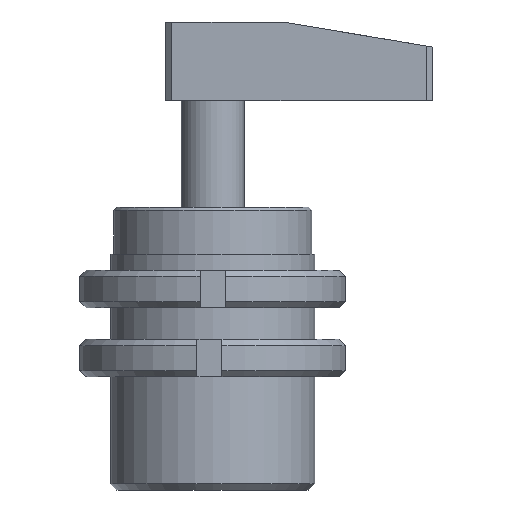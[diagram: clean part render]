
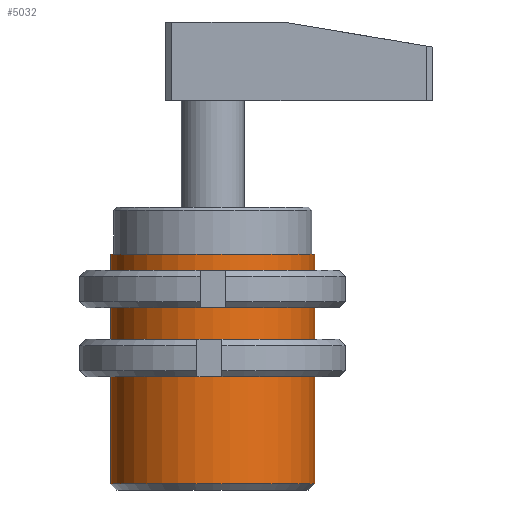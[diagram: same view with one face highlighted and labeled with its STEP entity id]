
A CAD part, front view. The second image highlights one B-rep face of the part: STEP entity #5032.
In plain terms, the highlighted cylindrical face has radius 32.5 mm (diameter 65 mm), a partial arc.
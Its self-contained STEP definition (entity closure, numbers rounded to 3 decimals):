
#708 = CARTESIAN_POINT ( 'NONE',  ( 32.5, 0., 75. ) ) ;
#769 = CARTESIAN_POINT ( 'NONE',  ( -32.5, 0., 2. ) ) ;
#855 = CYLINDRICAL_SURFACE ( 'NONE', #4551, 32.5 ) ;
#859 = FACE_OUTER_BOUND ( 'NONE', #3848, .T. ) ;
#1200 = EDGE_CURVE ( 'NONE', #1335, #6222, #4003, .T. ) ;
#1201 = EDGE_CURVE ( 'NONE', #6204, #1269, #4010, .T. ) ;
#1202 = EDGE_CURVE ( 'NONE', #6204, #1335, #4007, .T. ) ;
#1203 = EDGE_CURVE ( 'NONE', #1269, #6222, #4119, .T. ) ;
#1269 = VERTEX_POINT ( 'NONE', #769 ) ;
#1335 = VERTEX_POINT ( 'NONE', #708 ) ;
#1734 = CARTESIAN_POINT ( 'NONE',  ( -32.5, 0., 75. ) ) ;
#1746 = CARTESIAN_POINT ( 'NONE',  ( 32.5, 0., 2. ) ) ;
#2678 = ORIENTED_EDGE ( 'NONE', *, *, #1200, .F. ) ;
#2681 = ORIENTED_EDGE ( 'NONE', *, *, #1202, .F. ) ;
#2683 = ORIENTED_EDGE ( 'NONE', *, *, #1201, .T. ) ;
#2686 = ORIENTED_EDGE ( 'NONE', *, *, #1203, .T. ) ;
#3115 = DIRECTION ( 'NONE',  ( 0., 0., -1. ) ) ;
#3174 = DIRECTION ( 'NONE',  ( 1., 0., 0. ) ) ;
#3175 = DIRECTION ( 'NONE',  ( 0., 0., 1. ) ) ;
#3177 = CARTESIAN_POINT ( 'NONE',  ( 0., 0., 2. ) ) ;
#3182 = DIRECTION ( 'NONE',  ( 1., 0., 0. ) ) ;
#3183 = DIRECTION ( 'NONE',  ( 0., 0., 1. ) ) ;
#3184 = CARTESIAN_POINT ( 'NONE',  ( 0., 0., 75. ) ) ;
#3190 = DIRECTION ( 'NONE',  ( 0., 0., -1. ) ) ;
#3192 = CARTESIAN_POINT ( 'NONE',  ( -32.5, 0., 90. ) ) ;
#3197 = CARTESIAN_POINT ( 'NONE',  ( 32.5, 0., 90. ) ) ;
#3618 = DIRECTION ( 'NONE',  ( -1., 0., 0. ) ) ;
#3650 = DIRECTION ( 'NONE',  ( 0., 0., -1. ) ) ;
#3661 = CARTESIAN_POINT ( 'NONE',  ( 0., 0., 90. ) ) ;
#3848 = EDGE_LOOP ( 'NONE', ( #2678, #2681, #2683, #2686 ) ) ;
#4003 = LINE ( 'NONE', #3197, #4009 ) ;
#4007 = CIRCLE ( 'NONE', #4466, 32.5 ) ;
#4009 = VECTOR ( 'NONE', #3115, 1000. ) ;
#4010 = LINE ( 'NONE', #3192, #4131 ) ;
#4119 = CIRCLE ( 'NONE', #4467, 32.5 ) ;
#4131 = VECTOR ( 'NONE', #3190, 1000. ) ;
#4466 = AXIS2_PLACEMENT_3D ( 'NONE', #3184, #3183, #3182 ) ;
#4467 = AXIS2_PLACEMENT_3D ( 'NONE', #3177, #3175, #3174 ) ;
#4551 = AXIS2_PLACEMENT_3D ( 'NONE', #3661, #3650, #3618 ) ;
#5032 = ADVANCED_FACE ( 'NONE', ( #859 ), #855, .T. ) ;
#6204 = VERTEX_POINT ( 'NONE', #1734 ) ;
#6222 = VERTEX_POINT ( 'NONE', #1746 ) ;
